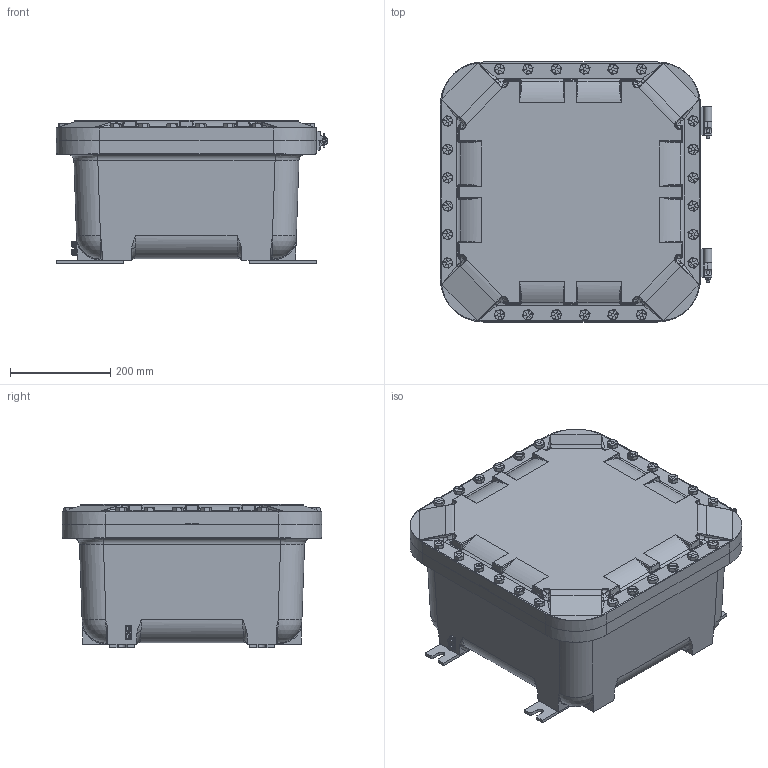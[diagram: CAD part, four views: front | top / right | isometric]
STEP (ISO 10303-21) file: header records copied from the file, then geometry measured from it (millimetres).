
FILE_DESCRIPTION(/* description */ (''),/* implementation_level */ '2;1');
FILE_NAME(/* name */ 'KIL_EXB-16168 N34.stp',/* time_stamp */ '2017-11-20T10:19:04+06:00',/* author */ ('ypadmaraja'),/* organization */ (''),/* preprocessor_version */ 'ST-DEVELOPER v16.13',/* originating_system */ 'Autodesk Inventor 2018',/* authorisation */ '');
FILE_SCHEMA (('AUTOMOTIVE_DESIGN { 1 0 10303 214 3 1 1 }'));
Products named in the file (20): EXB-16168 N34; 0106275B; Hinge 11T; 18095; SAE J487a - 1/8 x 3/4    Extended Prong Square Cut Type; Hinge 11B; 18094; 18093; 16972AAAB; 14622AAKM; 14620-2; 14729-gasket-19; 18147AABB; 0720361B; KIT-346; 18238AAAB; 18243; ANSI B18.6.3 - 1/4-20 UNC x 1; ANSI B18.6.3 - 4-40 x 3/8; ASME B18.21.1 - 1/4
Assembly tree (62 placements, depth 3):
  EXB-16168 N34
    0106275B  x4
    Hinge 11T
      18095
      18093
      SAE J487a - 1/8 x 3/4    Extended Prong Square Cut Type
    Hinge 11B
      18094
      18093
    16972AAAB  x8
    14622AAKM
    14620-2
    14729-gasket-19
    18147AABB  x8
    0720361B  x24
    KIT-346
      18238AAAB
      18243
      ANSI B18.6.3 - 1/4-20 UNC x 1  x2
      ANSI B18.6.3 - 4-40 x 3/8
      ASME B18.21.1 - 1/4  x2
Bounding box: 541.28 x 517.52 x 284.66 mm (x, y, z)
Volume: 23254928.4 mm3; surface area: 2076751.9 mm2
Topology: 61 solids, 62 shells, 4333 faces, 11141 edges, 7019 vertices
Faces by surface type: plane 2668, bspline 688, cylinder 462, cone 420, torus 71, sphere 24
Full cylindrical faces by diameter (mm): 2.779 x1, 2.845 x1, 3.048 x1, 3.962 x4, 4.953 x1, 5.613 x8, 6.198 x8, 6.35 x6, 6.746 x8, 7.798 x16, 7.938 x4, 8.075 x2, 8.077 x4, 9.286 x8, 10.312 x8, 10.592 x24, 12.418 x8, 12.423 x24, 13.208 x2, 13.386 x2, 13.494 x26, 19.05 x24
Entity records: 74424 total; most frequent: CARTESIAN_POINT 30684, ORIENTED_EDGE 9406, DIRECTION 7205, EDGE_CURVE 4703, VERTEX_POINT 3078, AXIS2_PLACEMENT_3D 2497, EDGE_LOOP 2309, LINE 2211
